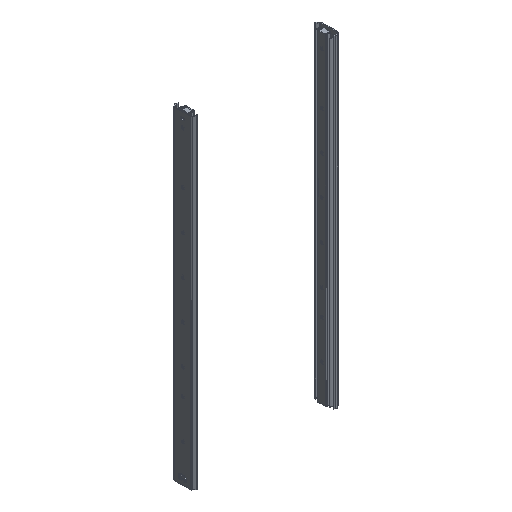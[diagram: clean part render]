
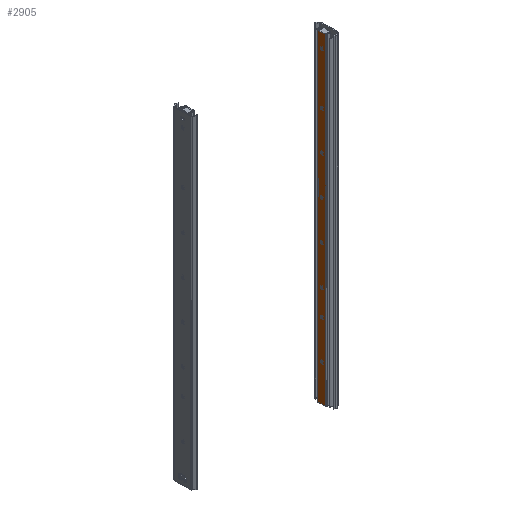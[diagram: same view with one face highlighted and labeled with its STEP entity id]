
A CAD part, isometric view. The second image highlights one B-rep face of the part: STEP entity #2905.
In plain terms, the highlighted face is planar.
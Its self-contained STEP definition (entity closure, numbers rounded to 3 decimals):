
#145=FACE_BOUND('',#520,.T.);
#146=FACE_BOUND('',#521,.T.);
#147=FACE_BOUND('',#522,.T.);
#148=FACE_BOUND('',#523,.T.);
#149=FACE_BOUND('',#524,.T.);
#150=FACE_BOUND('',#525,.T.);
#151=FACE_BOUND('',#526,.T.);
#152=FACE_BOUND('',#527,.T.);
#215=PLANE('',#3307);
#347=FACE_OUTER_BOUND('',#519,.T.);
#519=EDGE_LOOP('',(#2541,#2542,#2543,#2544));
#520=EDGE_LOOP('',(#2545));
#521=EDGE_LOOP('',(#2546));
#522=EDGE_LOOP('',(#2547));
#523=EDGE_LOOP('',(#2548));
#524=EDGE_LOOP('',(#2549));
#525=EDGE_LOOP('',(#2550));
#526=EDGE_LOOP('',(#2551));
#527=EDGE_LOOP('',(#2552));
#772=LINE('',#4994,#1020);
#774=LINE('',#5020,#1022);
#775=LINE('',#5022,#1023);
#776=LINE('',#5023,#1024);
#1020=VECTOR('',#4078,10.);
#1022=VECTOR('',#4090,10.);
#1023=VECTOR('',#4091,10.);
#1024=VECTOR('',#4092,10.);
#1138=CIRCLE('',#3259,2.9);
#1140=CIRCLE('',#3263,2.9);
#1142=CIRCLE('',#3267,2.9);
#1144=CIRCLE('',#3271,2.9);
#1146=CIRCLE('',#3275,2.9);
#1148=CIRCLE('',#3279,2.9);
#1150=CIRCLE('',#3283,2.9);
#1152=CIRCLE('',#3287,2.9);
#1386=VERTEX_POINT('',#4881);
#1388=VERTEX_POINT('',#4889);
#1390=VERTEX_POINT('',#4897);
#1392=VERTEX_POINT('',#4905);
#1394=VERTEX_POINT('',#4913);
#1396=VERTEX_POINT('',#4921);
#1398=VERTEX_POINT('',#4929);
#1400=VERTEX_POINT('',#4937);
#1414=VERTEX_POINT('',#4991);
#1415=VERTEX_POINT('',#4993);
#1421=VERTEX_POINT('',#5019);
#1422=VERTEX_POINT('',#5021);
#1745=EDGE_CURVE('',#1386,#1386,#1138,.T.);
#1749=EDGE_CURVE('',#1388,#1388,#1140,.T.);
#1753=EDGE_CURVE('',#1390,#1390,#1142,.T.);
#1757=EDGE_CURVE('',#1392,#1392,#1144,.T.);
#1761=EDGE_CURVE('',#1394,#1394,#1146,.T.);
#1765=EDGE_CURVE('',#1396,#1396,#1148,.T.);
#1769=EDGE_CURVE('',#1398,#1398,#1150,.T.);
#1773=EDGE_CURVE('',#1400,#1400,#1152,.T.);
#1795=EDGE_CURVE('',#1414,#1415,#772,.T.);
#1802=EDGE_CURVE('',#1414,#1421,#774,.T.);
#1803=EDGE_CURVE('',#1422,#1421,#775,.T.);
#1804=EDGE_CURVE('',#1422,#1415,#776,.T.);
#2541=ORIENTED_EDGE('',*,*,#1795,.F.);
#2542=ORIENTED_EDGE('',*,*,#1802,.T.);
#2543=ORIENTED_EDGE('',*,*,#1803,.F.);
#2544=ORIENTED_EDGE('',*,*,#1804,.T.);
#2545=ORIENTED_EDGE('',*,*,#1769,.T.);
#2546=ORIENTED_EDGE('',*,*,#1773,.T.);
#2547=ORIENTED_EDGE('',*,*,#1765,.T.);
#2548=ORIENTED_EDGE('',*,*,#1761,.T.);
#2549=ORIENTED_EDGE('',*,*,#1757,.T.);
#2550=ORIENTED_EDGE('',*,*,#1753,.T.);
#2551=ORIENTED_EDGE('',*,*,#1745,.T.);
#2552=ORIENTED_EDGE('',*,*,#1749,.T.);
#2905=ADVANCED_FACE('',(#347,#145,#146,#147,#148,#149,#150,#151,#152),#215,
 .T.);
#3259=AXIS2_PLACEMENT_3D('',#4882,#3964,#3965);
#3263=AXIS2_PLACEMENT_3D('',#4890,#3974,#3975);
#3267=AXIS2_PLACEMENT_3D('',#4898,#3984,#3985);
#3271=AXIS2_PLACEMENT_3D('',#4906,#3994,#3995);
#3275=AXIS2_PLACEMENT_3D('',#4914,#4004,#4005);
#3279=AXIS2_PLACEMENT_3D('',#4922,#4014,#4015);
#3283=AXIS2_PLACEMENT_3D('',#4930,#4024,#4025);
#3287=AXIS2_PLACEMENT_3D('',#4938,#4034,#4035);
#3307=AXIS2_PLACEMENT_3D('',#5018,#4088,#4089);
#3964=DIRECTION('center_axis',(-1.,0.,0.));
#3965=DIRECTION('ref_axis',(0.,0.,1.));
#3974=DIRECTION('center_axis',(-1.,0.,0.));
#3975=DIRECTION('ref_axis',(0.,0.,1.));
#3984=DIRECTION('center_axis',(-1.,0.,0.));
#3985=DIRECTION('ref_axis',(0.,0.,1.));
#3994=DIRECTION('center_axis',(-1.,0.,0.));
#3995=DIRECTION('ref_axis',(0.,0.,1.));
#4004=DIRECTION('center_axis',(-1.,0.,0.));
#4005=DIRECTION('ref_axis',(0.,0.,1.));
#4014=DIRECTION('center_axis',(-1.,0.,0.));
#4015=DIRECTION('ref_axis',(0.,0.,1.));
#4024=DIRECTION('center_axis',(-1.,0.,0.));
#4025=DIRECTION('ref_axis',(0.,0.,1.));
#4034=DIRECTION('center_axis',(-1.,0.,0.));
#4035=DIRECTION('ref_axis',(0.,0.,1.));
#4078=DIRECTION('',(0.,1.,0.));
#4088=DIRECTION('center_axis',(1.,0.,0.));
#4089=DIRECTION('ref_axis',(0.,-1.,0.));
#4090=DIRECTION('',(0.,0.,-1.));
#4091=DIRECTION('',(0.,-1.,0.));
#4092=DIRECTION('',(0.,0.,1.));
#4881=CARTESIAN_POINT('',(8.,0.,-37.9));
#4882=CARTESIAN_POINT('Origin',(8.,0.,-35.));
#4889=CARTESIAN_POINT('',(8.,0.,-165.9));
#4890=CARTESIAN_POINT('Origin',(8.,0.,-163.));
#4897=CARTESIAN_POINT('',(8.,0.,-261.9));
#4898=CARTESIAN_POINT('Origin',(8.,0.,-259.));
#4905=CARTESIAN_POINT('',(8.,0.,-357.9));
#4906=CARTESIAN_POINT('Origin',(8.,0.,-355.));
#4913=CARTESIAN_POINT('',(8.,0.,-453.9));
#4914=CARTESIAN_POINT('Origin',(8.,0.,-451.));
#4921=CARTESIAN_POINT('',(8.,0.,-549.9));
#4922=CARTESIAN_POINT('Origin',(8.,0.,-547.));
#4929=CARTESIAN_POINT('',(8.,0.,-613.9));
#4930=CARTESIAN_POINT('Origin',(8.,0.,-611.));
#4937=CARTESIAN_POINT('',(8.,0.,-709.9));
#4938=CARTESIAN_POINT('Origin',(8.,0.,-707.));
#4991=CARTESIAN_POINT('',(8.,-9.7,0.));
#4993=CARTESIAN_POINT('',(8.,9.7,0.));
#4994=CARTESIAN_POINT('',(8.,-11.283,0.));
#5018=CARTESIAN_POINT('Origin',(8.,11.283,0.));
#5019=CARTESIAN_POINT('',(8.,-9.7,-797.));
#5020=CARTESIAN_POINT('',(8.,-9.7,0.));
#5021=CARTESIAN_POINT('',(8.,9.7,-797.));
#5022=CARTESIAN_POINT('',(8.,-11.283,-797.));
#5023=CARTESIAN_POINT('',(8.,9.7,0.));
